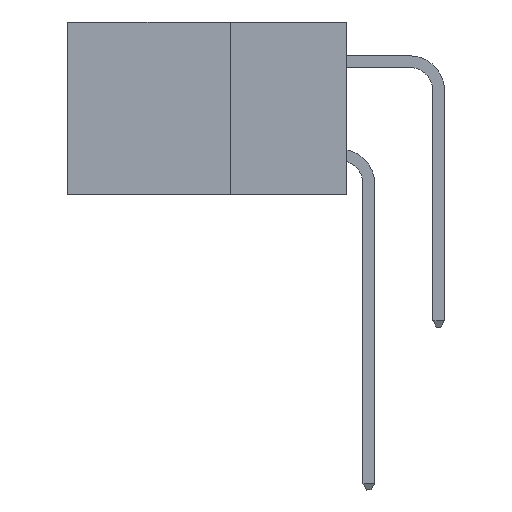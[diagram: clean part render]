
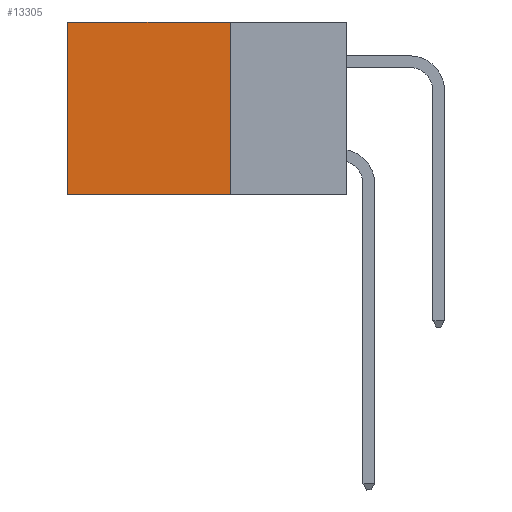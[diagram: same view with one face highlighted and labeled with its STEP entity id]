
A CAD part, left-side view. The second image highlights one B-rep face of the part: STEP entity #13305.
In plain terms, the highlighted planar face has unit normal (-1, 0, 0).
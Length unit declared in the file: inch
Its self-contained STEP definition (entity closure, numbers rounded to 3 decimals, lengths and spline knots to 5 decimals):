
#366 = ORIENTED_EDGE ( 'NONE', *, *, #1227, .T. ) ;
#541 = LINE ( 'NONE', #4727, #3936 ) ;
#912 = CARTESIAN_POINT ( 'NONE',  ( 0.2875, 0.6, 0. ) ) ;
#1219 = EDGE_LOOP ( 'NONE', ( #6697, #5026, #6400, #366 ) ) ;
#1227 = EDGE_CURVE ( 'NONE', #3666, #1752, #2838, .T. ) ;
#1539 = DIRECTION ( 'NONE',  ( 0., 0., -1. ) ) ;
#1752 = VERTEX_POINT ( 'NONE', #912 ) ;
#1991 = FACE_OUTER_BOUND ( 'NONE', #1219, .T. ) ;
#2117 = CARTESIAN_POINT ( 'NONE',  ( 0.2875, 0.6, 0. ) ) ;
#2782 = DIRECTION ( 'NONE',  ( 1., 0., 0. ) ) ;
#2838 = LINE ( 'NONE', #12821, #13224 ) ;
#2911 = VECTOR ( 'NONE', #1539, 39.37008 ) ;
#3283 = LINE ( 'NONE', #6964, #5743 ) ;
#3666 = VERTEX_POINT ( 'NONE', #6477 ) ;
#3813 = EDGE_CURVE ( 'NONE', #6650, #6786, #541, .T. ) ;
#3884 = AXIS2_PLACEMENT_3D ( 'NONE', #11104, #2782, #10159 ) ;
#3936 = VECTOR ( 'NONE', #4909, 39.37008 ) ;
#4727 = CARTESIAN_POINT ( 'NONE',  ( 0.2875, 0.25, -0.37 ) ) ;
#4734 = EDGE_CURVE ( 'NONE', #1752, #6786, #5704, .T. ) ;
#4877 = DIRECTION ( 'NONE',  ( 0., 0., -1. ) ) ;
#4909 = DIRECTION ( 'NONE',  ( 0., 1., 0. ) ) ;
#5026 = ORIENTED_EDGE ( 'NONE', *, *, #3813, .F. ) ;
#5704 = LINE ( 'NONE', #2117, #2911 ) ;
#5743 = VECTOR ( 'NONE', #4877, 39.37008 ) ;
#6400 = ORIENTED_EDGE ( 'NONE', *, *, #6416, .F. ) ;
#6416 = EDGE_CURVE ( 'NONE', #3666, #6650, #3283, .T. ) ;
#6477 = CARTESIAN_POINT ( 'NONE',  ( 0.2875, 0.25, 0. ) ) ;
#6650 = VERTEX_POINT ( 'NONE', #8367 ) ;
#6697 = ORIENTED_EDGE ( 'NONE', *, *, #4734, .T. ) ;
#6786 = VERTEX_POINT ( 'NONE', #8632 ) ;
#6964 = CARTESIAN_POINT ( 'NONE',  ( 0.2875, 0.25, 0. ) ) ;
#7003 = PLANE ( 'NONE',  #3884 ) ;
#8367 = CARTESIAN_POINT ( 'NONE',  ( 0.2875, 0.25, -0.37 ) ) ;
#8632 = CARTESIAN_POINT ( 'NONE',  ( 0.2875, 0.6, -0.37 ) ) ;
#10159 = DIRECTION ( 'NONE',  ( 0., 0., -1. ) ) ;
#11104 = CARTESIAN_POINT ( 'NONE',  ( 0.2875, 0.25, 0. ) ) ;
#12460 = DIRECTION ( 'NONE',  ( 0., 1., 0. ) ) ;
#12821 = CARTESIAN_POINT ( 'NONE',  ( 0.2875, 0.25, 0. ) ) ;
#13224 = VECTOR ( 'NONE', #12460, 39.37008 ) ;
#13305 = ADVANCED_FACE ( 'NONE', ( #1991 ), #7003, .F. ) ;
